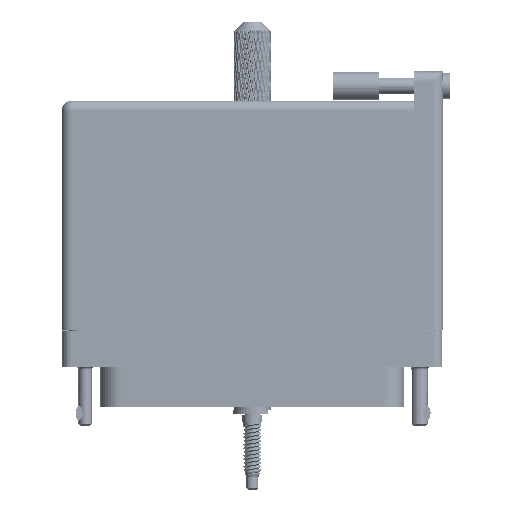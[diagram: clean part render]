
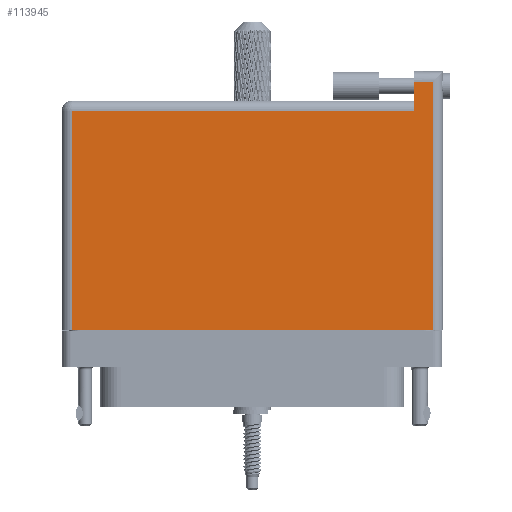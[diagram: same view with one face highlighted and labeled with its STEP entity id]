
A CAD part, front view. The second image highlights one B-rep face of the part: STEP entity #113945.
In plain terms, the highlighted face is planar.
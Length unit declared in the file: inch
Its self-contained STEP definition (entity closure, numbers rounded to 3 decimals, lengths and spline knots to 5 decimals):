
#2387 = DIRECTION ( 'NONE',  ( 0., 0., -1. ) ) ;
#6684 = CARTESIAN_POINT ( 'NONE',  ( 1.103, 1.596, 0.4495 ) ) ;
#7220 = LINE ( 'NONE', #29287, #11758 ) ;
#7879 = CARTESIAN_POINT ( 'NONE',  ( -1.3, 1.596, 0.4495 ) ) ;
#8006 = EDGE_CURVE ( 'NONE', #124177, #20680, #106248, .T. ) ;
#11758 = VECTOR ( 'NONE', #29688, 39.37008 ) ;
#13946 = VERTEX_POINT ( 'NONE', #87421 ) ;
#14052 = VERTEX_POINT ( 'NONE', #79379 ) ;
#20680 = VERTEX_POINT ( 'NONE', #84670 ) ;
#22434 = PLANE ( 'NONE',  #110732 ) ;
#29287 = CARTESIAN_POINT ( 'NONE',  ( -1.3, 1.396, 0.4495 ) ) ;
#29596 = EDGE_CURVE ( 'NONE', #20680, #113691, #7220, .T. ) ;
#29688 = DIRECTION ( 'NONE',  ( -1., 0., 0. ) ) ;
#32463 = ORIENTED_EDGE ( 'NONE', *, *, #65350, .T. ) ;
#34065 = ORIENTED_EDGE ( 'NONE', *, *, #63079, .T. ) ;
#38123 = DIRECTION ( 'NONE',  ( -1., 0., 0. ) ) ;
#39444 = LINE ( 'NONE', #95096, #114272 ) ;
#44819 = VERTEX_POINT ( 'NONE', #59012 ) ;
#44877 = CARTESIAN_POINT ( 'NONE',  ( 1.23, 1.666, 0.4495 ) ) ;
#45608 = VECTOR ( 'NONE', #95244, 39.37008 ) ;
#50402 = EDGE_CURVE ( 'NONE', #13946, #44819, #39444, .T. ) ;
#51945 = DIRECTION ( 'NONE',  ( -1., 0., 0. ) ) ;
#54781 = LINE ( 'NONE', #44877, #45608 ) ;
#59012 = CARTESIAN_POINT ( 'NONE',  ( 1.23, -0.1, 0.4495 ) ) ;
#63079 = EDGE_CURVE ( 'NONE', #44819, #14052, #54781, .T. ) ;
#65350 = EDGE_CURVE ( 'NONE', #14052, #124177, #113909, .T. ) ;
#76068 = FACE_OUTER_BOUND ( 'NONE', #114878, .T. ) ;
#77934 = ORIENTED_EDGE ( 'NONE', *, *, #80365, .T. ) ;
#79379 = CARTESIAN_POINT ( 'NONE',  ( 1.23, 1.596, 0.4495 ) ) ;
#79761 = CARTESIAN_POINT ( 'NONE',  ( 1.103, 1.666, 0.4495 ) ) ;
#80365 = EDGE_CURVE ( 'NONE', #113691, #13946, #124806, .T. ) ;
#84670 = CARTESIAN_POINT ( 'NONE',  ( 1.103, 1.396, 0.4495 ) ) ;
#87421 = CARTESIAN_POINT ( 'NONE',  ( -1.23, -0.1, 0.4495 ) ) ;
#95096 = CARTESIAN_POINT ( 'NONE',  ( -1.3, -0.1, 0.4495 ) ) ;
#95244 = DIRECTION ( 'NONE',  ( 0., 1., 0. ) ) ;
#95489 = ORIENTED_EDGE ( 'NONE', *, *, #29596, .T. ) ;
#98920 = DIRECTION ( 'NONE',  ( 0., -1., 0. ) ) ;
#100228 = VECTOR ( 'NONE', #38123, 39.37008 ) ;
#105288 = DIRECTION ( 'NONE',  ( 1., 0., 0. ) ) ;
#106248 = LINE ( 'NONE', #79761, #112341 ) ;
#110317 = CARTESIAN_POINT ( 'NONE',  ( -1.3, 1.466, 0.4495 ) ) ;
#110457 = DIRECTION ( 'NONE',  ( 0., -1., 0. ) ) ;
#110732 = AXIS2_PLACEMENT_3D ( 'NONE', #110317, #2387, #51945 ) ;
#112341 = VECTOR ( 'NONE', #98920, 39.37008 ) ;
#113691 = VERTEX_POINT ( 'NONE', #114265 ) ;
#113909 = LINE ( 'NONE', #7879, #100228 ) ;
#113945 = ADVANCED_FACE ( 'NONE', ( #76068 ), #22434, .F. ) ;
#114265 = CARTESIAN_POINT ( 'NONE',  ( -1.23, 1.396, 0.4495 ) ) ;
#114272 = VECTOR ( 'NONE', #105288, 39.37008 ) ;
#114878 = EDGE_LOOP ( 'NONE', ( #115969, #34065, #32463, #121626, #95489, #77934 ) ) ;
#115969 = ORIENTED_EDGE ( 'NONE', *, *, #50402, .T. ) ;
#117105 = VECTOR ( 'NONE', #110457, 39.37008 ) ;
#120382 = CARTESIAN_POINT ( 'NONE',  ( -1.23, -0.1, 0.4495 ) ) ;
#121626 = ORIENTED_EDGE ( 'NONE', *, *, #8006, .T. ) ;
#124177 = VERTEX_POINT ( 'NONE', #6684 ) ;
#124806 = LINE ( 'NONE', #120382, #117105 ) ;
